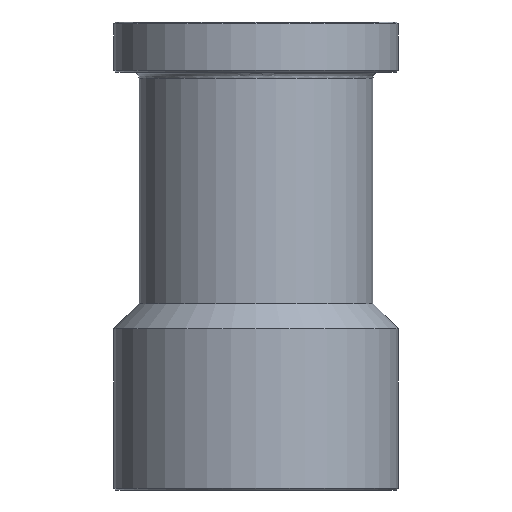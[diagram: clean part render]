
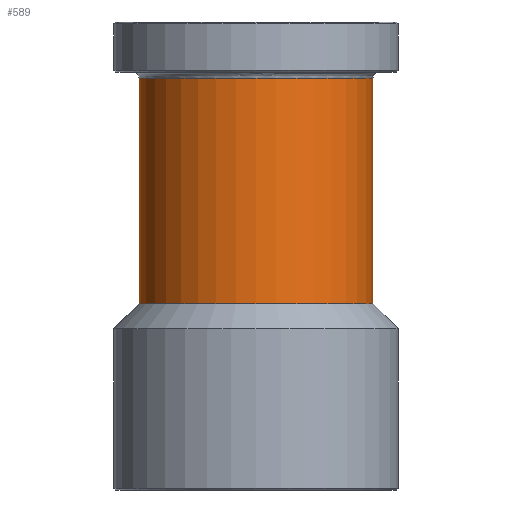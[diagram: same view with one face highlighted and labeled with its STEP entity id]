
A CAD part, front view. The second image highlights one B-rep face of the part: STEP entity #589.
In plain terms, the highlighted cylindrical face has radius 15.672 mm (diameter 31.344 mm), a full revolution.
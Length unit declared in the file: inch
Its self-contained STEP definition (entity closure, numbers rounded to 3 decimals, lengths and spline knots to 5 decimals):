
#538=CARTESIAN_POINT('',(0.,0.617,-0.10213));
#539=VERTEX_POINT('',#538);
#540=CARTESIAN_POINT('',(0.0,0.0,-0.10213));
#541=DIRECTION('',(0.0,0.0,1.0));
#542=DIRECTION('',(0.0,-1.0,0.0));
#543=AXIS2_PLACEMENT_3D('',#540,#541,#542);
#544=CIRCLE('',#543,0.617);
#545=EDGE_CURVE('',#539,#539,#544,.T.);
#570=CARTESIAN_POINT('',(0.0,0.0,-0.68213));
#571=DIRECTION('',(0.0,0.0,-1.0));
#572=DIRECTION('',(0.0,1.0,0.0));
#573=AXIS2_PLACEMENT_3D('',#570,#571,#572);
#574=CYLINDRICAL_SURFACE('',#573,0.617);
#575=CARTESIAN_POINT('',(0.0,0.617,-1.29313));
#576=VERTEX_POINT('',#575);
#577=CARTESIAN_POINT('',(0.0,0.0,-1.29313));
#578=DIRECTION('',(0.0,0.0,-1.0));
#579=DIRECTION('',(0.0,1.0,0.0));
#580=AXIS2_PLACEMENT_3D('',#577,#578,#579);
#581=CIRCLE('',#580,0.617);
#582=EDGE_CURVE('',#576,#576,#581,.T.);
#583=ORIENTED_EDGE('',*,*,#582,.F.);
#584=EDGE_LOOP('',(#583));
#585=FACE_OUTER_BOUND('',#584,.T.);
#586=ORIENTED_EDGE('',*,*,#545,.F.);
#587=EDGE_LOOP('',(#586));
#588=FACE_BOUND('',#587,.T.);
#589=ADVANCED_FACE('',(#585,#588),#574,.T.);
